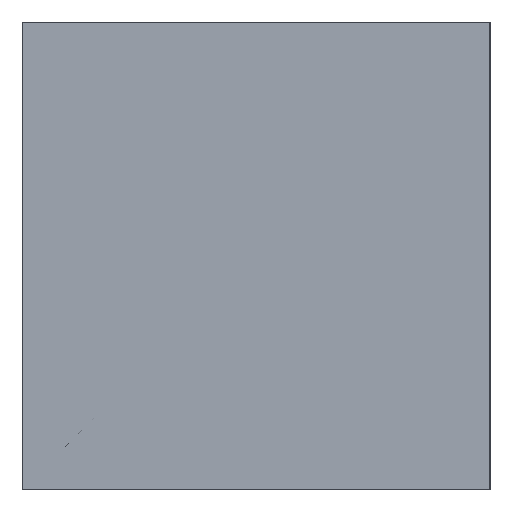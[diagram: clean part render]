
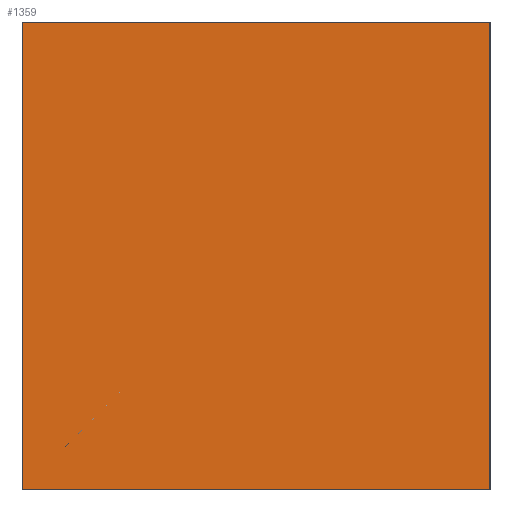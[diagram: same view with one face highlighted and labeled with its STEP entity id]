
A CAD part, left-side view. The second image highlights one B-rep face of the part: STEP entity #1359.
In plain terms, the highlighted planar face has unit normal (-1, 0, 0).
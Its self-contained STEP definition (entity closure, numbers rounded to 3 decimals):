
#18 = VECTOR ( 'NONE', #1385, 1000. ) ;
#32 = CARTESIAN_POINT ( 'NONE',  ( -65.024, 15.113, -15.113 ) ) ;
#68 = CARTESIAN_POINT ( 'NONE',  ( -65.024, -15.113, -15.113 ) ) ;
#218 = EDGE_CURVE ( 'NONE', #369, #233, #845, .T. ) ;
#233 = VERTEX_POINT ( 'NONE', #1317 ) ;
#293 = VECTOR ( 'NONE', #1167, 1000. ) ;
#321 = LINE ( 'NONE', #1198, #1053 ) ;
#356 = CARTESIAN_POINT ( 'NONE',  ( -65.024, 15.113, 15.113 ) ) ;
#369 = VERTEX_POINT ( 'NONE', #32 ) ;
#409 = LINE ( 'NONE', #1234, #1179 ) ;
#557 = DIRECTION ( 'NONE',  ( 0., -1., 0. ) ) ;
#584 = EDGE_LOOP ( 'NONE', ( #1199, #1070, #1100, #1704 ) ) ;
#590 = FACE_OUTER_BOUND ( 'NONE', #584, .T. ) ;
#596 = CARTESIAN_POINT ( 'NONE',  ( -65.024, -15.113, 15.113 ) ) ;
#603 = EDGE_CURVE ( 'NONE', #1579, #369, #1026, .T. ) ;
#765 = DIRECTION ( 'NONE',  ( 1., 0., 0. ) ) ;
#815 = EDGE_CURVE ( 'NONE', #872, #233, #321, .T. ) ;
#845 = LINE ( 'NONE', #68, #293 ) ;
#872 = VERTEX_POINT ( 'NONE', #1756 ) ;
#906 = AXIS2_PLACEMENT_3D ( 'NONE', #596, #765, #1717 ) ;
#1026 = LINE ( 'NONE', #1530, #18 ) ;
#1053 = VECTOR ( 'NONE', #1336, 1000. ) ;
#1070 = ORIENTED_EDGE ( 'NONE', *, *, #815, .F. ) ;
#1100 = ORIENTED_EDGE ( 'NONE', *, *, #1735, .F. ) ;
#1167 = DIRECTION ( 'NONE',  ( 0., -1., 0. ) ) ;
#1179 = VECTOR ( 'NONE', #557, 1000. ) ;
#1198 = CARTESIAN_POINT ( 'NONE',  ( -65.024, -15.113, 15.113 ) ) ;
#1199 = ORIENTED_EDGE ( 'NONE', *, *, #218, .T. ) ;
#1234 = CARTESIAN_POINT ( 'NONE',  ( -65.024, -15.113, 15.113 ) ) ;
#1317 = CARTESIAN_POINT ( 'NONE',  ( -65.024, -15.113, -15.113 ) ) ;
#1336 = DIRECTION ( 'NONE',  ( 0., 0., -1. ) ) ;
#1359 = ADVANCED_FACE ( 'NONE', ( #590 ), #1585, .F. ) ;
#1385 = DIRECTION ( 'NONE',  ( 0., 0., -1. ) ) ;
#1530 = CARTESIAN_POINT ( 'NONE',  ( -65.024, 15.113, 15.113 ) ) ;
#1579 = VERTEX_POINT ( 'NONE', #356 ) ;
#1585 = PLANE ( 'NONE',  #906 ) ;
#1704 = ORIENTED_EDGE ( 'NONE', *, *, #603, .T. ) ;
#1717 = DIRECTION ( 'NONE',  ( 0., 0., -1. ) ) ;
#1735 = EDGE_CURVE ( 'NONE', #1579, #872, #409, .T. ) ;
#1756 = CARTESIAN_POINT ( 'NONE',  ( -65.024, -15.113, 15.113 ) ) ;
